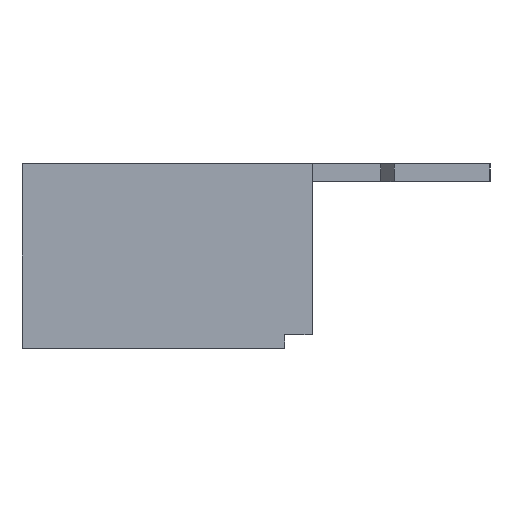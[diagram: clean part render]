
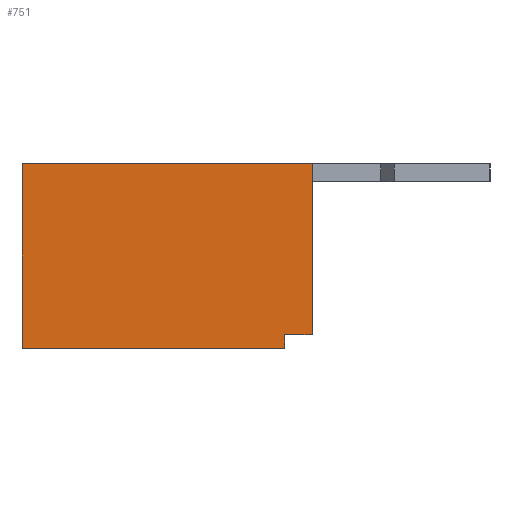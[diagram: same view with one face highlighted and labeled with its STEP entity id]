
A CAD part, left-side view. The second image highlights one B-rep face of the part: STEP entity #751.
In plain terms, the highlighted planar face has unit normal (-1, 0, 0).
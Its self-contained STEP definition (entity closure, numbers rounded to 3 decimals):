
#751=ADVANCED_FACE('',(#1942),#1943,.T.);
#1479=VERTEX_POINT('',#2671);
#1483=VERTEX_POINT('',#2675);
#1485=EDGE_CURVE('',#1483,#1479,#2677,.T.);
#1549=VERTEX_POINT('',#2741);
#1553=EDGE_CURVE('',#1479,#1549,#2745,.T.);
#1595=VERTEX_POINT('',#2787);
#1597=EDGE_CURVE('',#1595,#1483,#2789,.T.);
#1607=VERTEX_POINT('',#2799);
#1609=EDGE_CURVE('',#1607,#1595,#2801,.T.);
#1619=VERTEX_POINT('',#2811);
#1621=EDGE_CURVE('',#1619,#1607,#2813,.T.);
#1631=EDGE_CURVE('',#1549,#1619,#2823,.T.);
#1942=FACE_OUTER_BOUND('',#3124,.T.);
#1943=PLANE('',#3125);
#2671=CARTESIAN_POINT('',(0.0,13.0,13.5));
#2675=CARTESIAN_POINT('',(0.0,13.0,1.0));
#2677=LINE('',#4284,#4285);
#2741=CARTESIAN_POINT('',(0.0,34.2,13.5));
#2745=LINE('',#4392,#4393);
#2787=CARTESIAN_POINT('',(0.0,15.0,1.0));
#2789=LINE('',#4462,#4463);
#2799=CARTESIAN_POINT('',(0.0,15.0,0.0));
#2801=LINE('',#4482,#4483);
#2811=CARTESIAN_POINT('',(0.0,34.2,0.0));
#2813=LINE('',#4502,#4503);
#2823=LINE('',#4520,#4521);
#3124=EDGE_LOOP('',(#5427,#5428,#5429,#5430,#5431,#5432));
#3125=AXIS2_PLACEMENT_3D('',#5433,#5434,#5435);
#4284=CARTESIAN_POINT('',(0.0,13.0,1.0));
#4285=VECTOR('',#5678,1.0);
#4392=CARTESIAN_POINT('',(0.0,13.0,13.5));
#4393=VECTOR('',#5698,1.0);
#4462=CARTESIAN_POINT('',(0.0,15.0,1.0));
#4463=VECTOR('',#5711,1.0);
#4482=CARTESIAN_POINT('',(0.0,15.0,0.0));
#4483=VECTOR('',#5715,1.0);
#4502=CARTESIAN_POINT('',(0.0,34.2,0.0));
#4503=VECTOR('',#5719,1.0);
#4520=CARTESIAN_POINT('',(0.0,34.2,13.5));
#4521=VECTOR('',#5723,1.0);
#5427=ORIENTED_EDGE('',*,*,#1631,.T.);
#5428=ORIENTED_EDGE('',*,*,#1621,.T.);
#5429=ORIENTED_EDGE('',*,*,#1609,.T.);
#5430=ORIENTED_EDGE('',*,*,#1597,.T.);
#5431=ORIENTED_EDGE('',*,*,#1485,.T.);
#5432=ORIENTED_EDGE('',*,*,#1553,.T.);
#5433=CARTESIAN_POINT('',(0.0,23.629,6.779));
#5434=DIRECTION('',(-1.0,0.0,0.0));
#5435=DIRECTION('',(0.0,1.0,0.0));
#5678=DIRECTION('',(0.0,0.0,1.0));
#5698=DIRECTION('',(0.0,1.0,0.0));
#5711=DIRECTION('',(0.0,-1.0,0.0));
#5715=DIRECTION('',(0.0,0.0,1.0));
#5719=DIRECTION('',(0.0,-1.0,0.0));
#5723=DIRECTION('',(0.0,0.0,-1.0));
